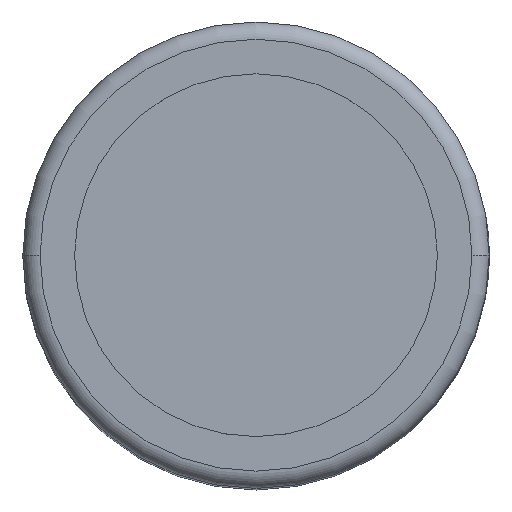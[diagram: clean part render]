
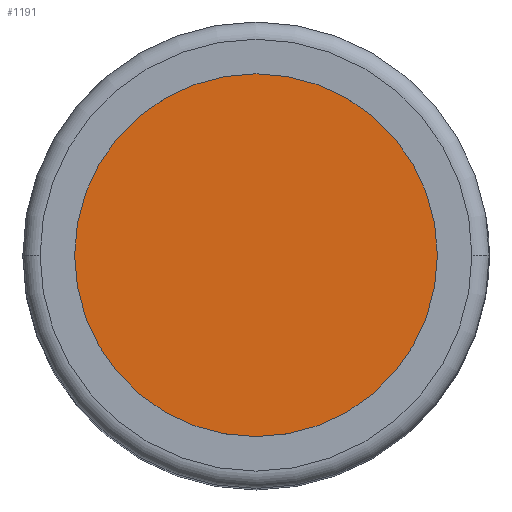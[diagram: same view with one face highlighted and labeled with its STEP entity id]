
A CAD part, top view. The second image highlights one B-rep face of the part: STEP entity #1191.
In plain terms, the highlighted planar face has unit normal (0, 0, 1).
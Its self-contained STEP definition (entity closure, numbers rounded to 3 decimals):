
#1121=CARTESIAN_POINT('',(5.25,0.0,26.9));
#1122=VERTEX_POINT('',#1121);
#1131=CARTESIAN_POINT('',(-5.25,0.,26.9));
#1132=VERTEX_POINT('',#1131);
#1133=CARTESIAN_POINT('',(0.0,0.0,26.9));
#1134=DIRECTION('',(0.0,0.0,-1.0));
#1135=DIRECTION('',(1.0,0.0,0.0));
#1136=AXIS2_PLACEMENT_3D('',#1133,#1134,#1135);
#1137=CIRCLE('',#1136,5.25);
#1138=EDGE_CURVE('',#1122,#1132,#1137,.T.);
#1172=CARTESIAN_POINT('',(0.0,0.0,26.9));
#1173=DIRECTION('',(0.0,0.0,-1.0));
#1174=DIRECTION('',(1.0,0.0,0.0));
#1175=AXIS2_PLACEMENT_3D('',#1172,#1173,#1174);
#1176=CIRCLE('',#1175,5.25);
#1177=EDGE_CURVE('',#1132,#1122,#1176,.T.);
#1182=CARTESIAN_POINT('',(0.0,0.0,26.9));
#1183=DIRECTION('',(0.0,0.0,1.0));
#1184=DIRECTION('',(1.0,0.0,0.0));
#1185=AXIS2_PLACEMENT_3D('',#1182,#1183,#1184);
#1186=PLANE('',#1185);
#1187=ORIENTED_EDGE('',*,*,#1138,.F.);
#1188=ORIENTED_EDGE('',*,*,#1177,.F.);
#1189=EDGE_LOOP('',(#1187,#1188));
#1190=FACE_OUTER_BOUND('',#1189,.T.);
#1191=ADVANCED_FACE('',(#1190),#1186,.T.);
